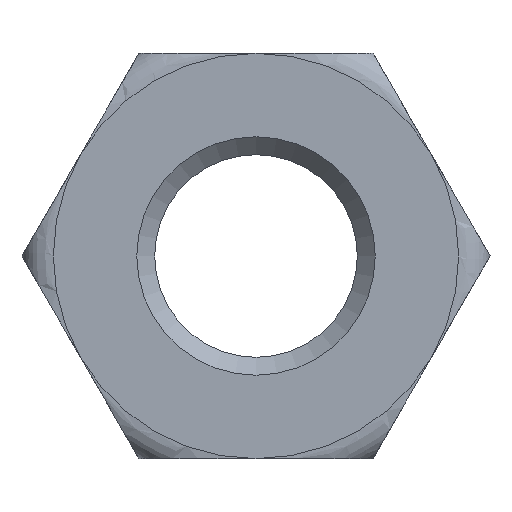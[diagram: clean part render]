
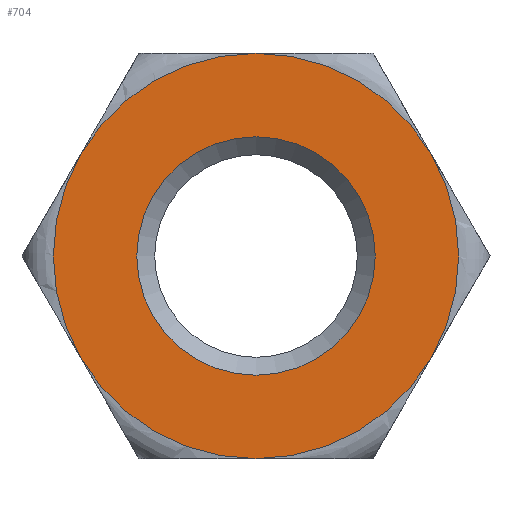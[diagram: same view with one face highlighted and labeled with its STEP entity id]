
A CAD part, front view. The second image highlights one B-rep face of the part: STEP entity #704.
In plain terms, the highlighted planar face has unit normal (0, -1, 0).
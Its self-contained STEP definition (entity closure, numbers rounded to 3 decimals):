
#37 = CARTESIAN_POINT ( 'NONE',  ( 0., -4., 0. ) ) ;
#47 = ORIENTED_EDGE ( 'NONE', *, *, #933, .F. ) ;
#49 = CIRCLE ( 'NONE', #211, 8.5 ) ;
#63 = AXIS2_PLACEMENT_3D ( 'NONE', #343, #662, #174 ) ;
#73 = EDGE_CURVE ( 'NONE', #398, #680, #801, .T. ) ;
#74 = VERTEX_POINT ( 'NONE', #653 ) ;
#96 = CARTESIAN_POINT ( 'NONE',  ( 0., -4., 0. ) ) ;
#109 = CIRCLE ( 'NONE', #836, 5. ) ;
#136 = CARTESIAN_POINT ( 'NONE',  ( 7.361, -4., 4.25 ) ) ;
#149 = DIRECTION ( 'NONE',  ( 0., 0., 1. ) ) ;
#154 = DIRECTION ( 'NONE',  ( 0., 1., 0. ) ) ;
#168 = ORIENTED_EDGE ( 'NONE', *, *, #1000, .F. ) ;
#174 = DIRECTION ( 'NONE',  ( 1., 0., 0. ) ) ;
#175 = AXIS2_PLACEMENT_3D ( 'NONE', #37, #791, #879 ) ;
#179 = CARTESIAN_POINT ( 'NONE',  ( -7.361, -4., 4.25 ) ) ;
#195 = CIRCLE ( 'NONE', #175, 8.5 ) ;
#211 = AXIS2_PLACEMENT_3D ( 'NONE', #370, #272, #677 ) ;
#221 = DIRECTION ( 'NONE',  ( 0., 1., 0. ) ) ;
#223 = CARTESIAN_POINT ( 'NONE',  ( 0., -4., 0. ) ) ;
#247 = EDGE_CURVE ( 'NONE', #645, #398, #195, .T. ) ;
#272 = DIRECTION ( 'NONE',  ( 0., 1., 0. ) ) ;
#289 = EDGE_CURVE ( 'NONE', #421, #447, #432, .T. ) ;
#320 = AXIS2_PLACEMENT_3D ( 'NONE', #223, #706, #844 ) ;
#322 = CIRCLE ( 'NONE', #63, 8.5 ) ;
#328 = ORIENTED_EDGE ( 'NONE', *, *, #289, .F. ) ;
#343 = CARTESIAN_POINT ( 'NONE',  ( 0., -4., 0. ) ) ;
#346 = AXIS2_PLACEMENT_3D ( 'NONE', #863, #154, #483 ) ;
#368 = AXIS2_PLACEMENT_3D ( 'NONE', #485, #620, #996 ) ;
#370 = CARTESIAN_POINT ( 'NONE',  ( 0., -4., 0. ) ) ;
#398 = VERTEX_POINT ( 'NONE', #895 ) ;
#399 = CARTESIAN_POINT ( 'NONE',  ( 0., -4., 8.5 ) ) ;
#421 = VERTEX_POINT ( 'NONE', #136 ) ;
#432 = CIRCLE ( 'NONE', #368, 8.5 ) ;
#447 = VERTEX_POINT ( 'NONE', #631 ) ;
#456 = FACE_BOUND ( 'NONE', #950, .T. ) ;
#483 = DIRECTION ( 'NONE',  ( -1., 0., 0. ) ) ;
#485 = CARTESIAN_POINT ( 'NONE',  ( 0., -4., 0. ) ) ;
#489 = ORIENTED_EDGE ( 'NONE', *, *, #247, .F. ) ;
#524 = ORIENTED_EDGE ( 'NONE', *, *, #547, .F. ) ;
#547 = EDGE_CURVE ( 'NONE', #447, #645, #322, .T. ) ;
#577 = DIRECTION ( 'NONE',  ( 0., 0., 1. ) ) ;
#592 = AXIS2_PLACEMENT_3D ( 'NONE', #926, #221, #149 ) ;
#620 = DIRECTION ( 'NONE',  ( 0., 1., 0. ) ) ;
#631 = CARTESIAN_POINT ( 'NONE',  ( 7.361, -4., -4.25 ) ) ;
#645 = VERTEX_POINT ( 'NONE', #985 ) ;
#652 = ORIENTED_EDGE ( 'NONE', *, *, #664, .T. ) ;
#653 = CARTESIAN_POINT ( 'NONE',  ( 0., -4., 5. ) ) ;
#662 = DIRECTION ( 'NONE',  ( 0., 1., 0. ) ) ;
#664 = EDGE_CURVE ( 'NONE', #74, #74, #109, .T. ) ;
#677 = DIRECTION ( 'NONE',  ( 1., 0., 0. ) ) ;
#680 = VERTEX_POINT ( 'NONE', #179 ) ;
#704 = ADVANCED_FACE ( 'NONE', ( #456, #784 ), #984, .F. ) ;
#706 = DIRECTION ( 'NONE',  ( 0., 1., 0. ) ) ;
#718 = ORIENTED_EDGE ( 'NONE', *, *, #73, .F. ) ;
#744 = EDGE_LOOP ( 'NONE', ( #524, #328, #47, #168, #718, #489 ) ) ;
#783 = CIRCLE ( 'NONE', #346, 8.5 ) ;
#784 = FACE_OUTER_BOUND ( 'NONE', #744, .T. ) ;
#791 = DIRECTION ( 'NONE',  ( 0., 1., 0. ) ) ;
#801 = CIRCLE ( 'NONE', #320, 8.5 ) ;
#836 = AXIS2_PLACEMENT_3D ( 'NONE', #96, #953, #577 ) ;
#844 = DIRECTION ( 'NONE',  ( 1., 0., 0. ) ) ;
#863 = CARTESIAN_POINT ( 'NONE',  ( 0., -4., 0. ) ) ;
#879 = DIRECTION ( 'NONE',  ( 1., 0., 0. ) ) ;
#895 = CARTESIAN_POINT ( 'NONE',  ( -7.361, -4., -4.25 ) ) ;
#926 = CARTESIAN_POINT ( 'NONE',  ( 0., -4., 0. ) ) ;
#933 = EDGE_CURVE ( 'NONE', #955, #421, #49, .T. ) ;
#950 = EDGE_LOOP ( 'NONE', ( #652 ) ) ;
#953 = DIRECTION ( 'NONE',  ( 0., 1., 0. ) ) ;
#955 = VERTEX_POINT ( 'NONE', #399 ) ;
#984 = PLANE ( 'NONE',  #592 ) ;
#985 = CARTESIAN_POINT ( 'NONE',  ( 0., -4., -8.5 ) ) ;
#996 = DIRECTION ( 'NONE',  ( 1., 0., 0. ) ) ;
#1000 = EDGE_CURVE ( 'NONE', #680, #955, #783, .T. ) ;
